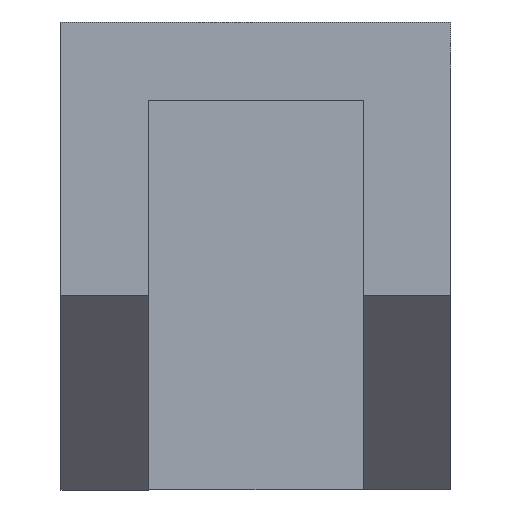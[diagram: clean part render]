
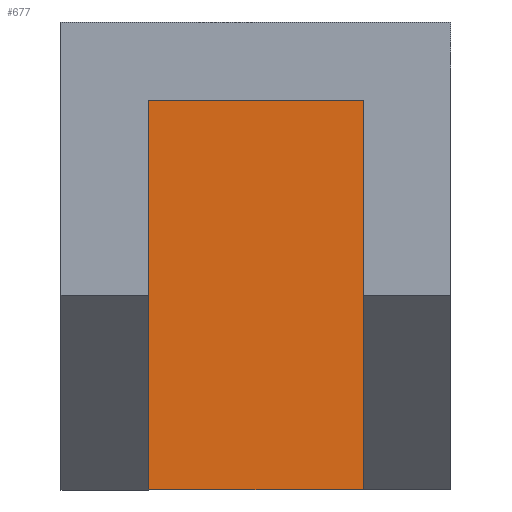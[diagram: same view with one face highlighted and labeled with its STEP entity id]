
A CAD part, front view. The second image highlights one B-rep face of the part: STEP entity #677.
In plain terms, the highlighted planar face has unit normal (0, -1, 0).
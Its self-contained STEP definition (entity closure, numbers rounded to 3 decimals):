
#73=FACE_OUTER_BOUND('',#114,.T.);
#114=EDGE_LOOP('',(#566,#567,#568,#569));
#161=LINE('',#1010,#238);
#189=LINE('',#1088,#266);
#191=LINE('',#1092,#268);
#192=LINE('',#1093,#269);
#238=VECTOR('',#811,10.);
#266=VECTOR('',#887,10.);
#268=VECTOR('',#891,10.);
#269=VECTOR('',#892,10.);
#309=VERTEX_POINT('',#1007);
#310=VERTEX_POINT('',#1009);
#336=VERTEX_POINT('',#1087);
#337=VERTEX_POINT('',#1091);
#381=EDGE_CURVE('',#310,#309,#161,.T.);
#420=EDGE_CURVE('',#336,#310,#189,.T.);
#422=EDGE_CURVE('',#337,#309,#191,.T.);
#423=EDGE_CURVE('',#336,#337,#192,.T.);
#566=ORIENTED_EDGE('',*,*,#381,.T.);
#567=ORIENTED_EDGE('',*,*,#422,.F.);
#568=ORIENTED_EDGE('',*,*,#423,.F.);
#569=ORIENTED_EDGE('',*,*,#420,.T.);
#649=PLANE('',#737);
#677=ADVANCED_FACE('',(#73),#649,.T.);
#737=AXIS2_PLACEMENT_3D('',#1090,#889,#890);
#811=DIRECTION('',(0.,0.,-1.));
#887=DIRECTION('',(-1.,0.,0.));
#889=DIRECTION('center_axis',(0.,-1.,0.));
#890=DIRECTION('ref_axis',(0.,0.,1.));
#891=DIRECTION('',(-1.,0.,0.));
#892=DIRECTION('',(0.,0.,-1.));
#1007=CARTESIAN_POINT('',(-15.5,28.5,0.));
#1009=CARTESIAN_POINT('',(-15.5,28.5,20.));
#1010=CARTESIAN_POINT('',(-15.5,28.5,3.188));
#1087=CARTESIAN_POINT('',(-4.5,28.5,20.));
#1088=CARTESIAN_POINT('',(0.,28.5,20.));
#1090=CARTESIAN_POINT('Origin',(0.,28.5,0.));
#1091=CARTESIAN_POINT('',(-4.5,28.5,0.));
#1092=CARTESIAN_POINT('',(0.,28.5,0.));
#1093=CARTESIAN_POINT('',(-4.5,28.5,6.));
